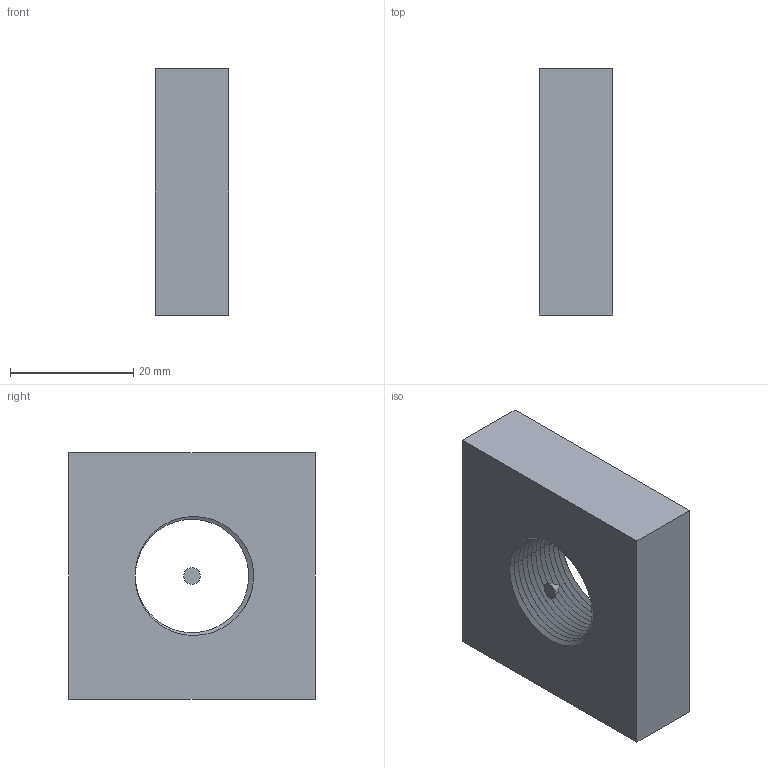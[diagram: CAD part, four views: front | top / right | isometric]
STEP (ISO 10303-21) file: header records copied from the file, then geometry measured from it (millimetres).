
FILE_DESCRIPTION(('FreeCAD Model'),'2;1');
FILE_NAME('Rotor 3 parts.step', '2020-08-31T14:00:46',('Author'),(''), 'Open CASCADE STEP processor 7.3','FreeCAD','Unknown');
FILE_SCHEMA(('AUTOMOTIVE_DESIGN { 1 0 10303 214 1 1 1 1 }'));
Length unit declared in the file: millimetre
Products named in the file (1): Ecrou_taraude
Bounding box: 12 x 40 x 40 mm (x, y, z)
Volume: 15705.6 mm3; surface area: 5948.6 mm2
Topology: 2 solids, 2 shells, 48 faces, 97 edges, 52 vertices
Faces by surface type: bspline 27, cylinder 13, plane 7, cone 1
Full cylindrical faces by diameter (mm): 20 x11
Entity records: 9198 total; most frequent: CARTESIAN_POINT 7232, ORIENTED_EDGE 192, PCURVE 192, DEFINITIONAL_REPRESENTATION 192, DIRECTION 167, B_SPLINE_CURVE_WITH_KNOTS 167, LINE 115, VECTOR 115
